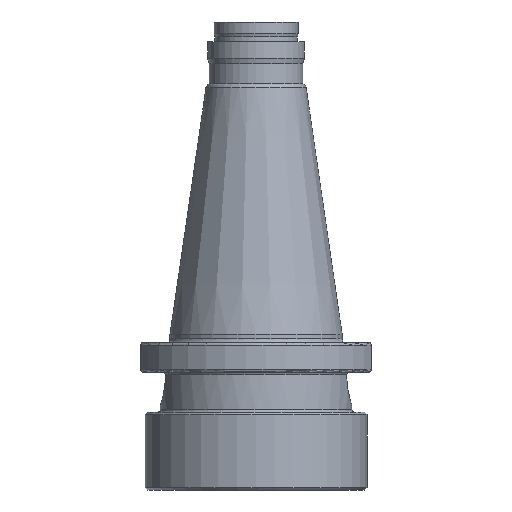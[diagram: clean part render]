
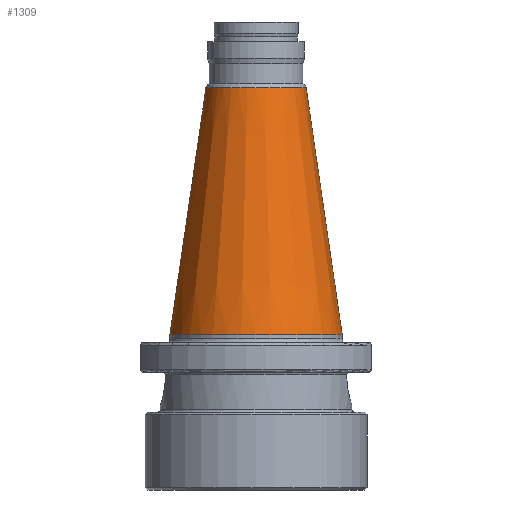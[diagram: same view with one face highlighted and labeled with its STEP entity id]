
A CAD part, front view. The second image highlights one B-rep face of the part: STEP entity #1309.
In plain terms, the highlighted conical face has half-angle 8.297 degrees and reference radius 34.925 mm.
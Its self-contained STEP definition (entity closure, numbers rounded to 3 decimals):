
#941=EDGE_CURVE('NONE',#2289,#1077,#2578,.T.);
#947=VERTEX_POINT('NONE',#2584);
#987=EDGE_CURVE('NONE',#2285,#947,#2632,.T.);
#1077=VERTEX_POINT('NONE',#2728);
#1309=ADVANCED_FACE('NONE',(#2987),#2988,.T.);
#2039=EDGE_CURVE('NONE',#1077,#947,#3797,.T.);
#2095=EDGE_CURVE('NONE',#2285,#2289,#3860,.T.);
#2285=VERTEX_POINT('NONE',#4076);
#2289=VERTEX_POINT('NONE',#4080);
#2578=LINE('',#4435,#4436);
#2584=CARTESIAN_POINT('',(34.925,0.,0.0));
#2632=LINE('',#4508,#4509);
#2728=CARTESIAN_POINT('',(-34.925,0.,0.0));
#2987=FACE_OUTER_BOUND('',#5093,.T.);
#2988=CONICAL_SURFACE('',#5094,34.925,0.145);
#3797=CIRCLE('',#6419,34.925);
#3860=CIRCLE('',#6554,20.333);
#4076=CARTESIAN_POINT('',(20.333,0.,100.06));
#4080=CARTESIAN_POINT('',(-20.333,0.,100.06));
#4435=CARTESIAN_POINT('',(-34.925,0.,0.0));
#4436=VECTOR('',#7413,1000.0);
#4508=CARTESIAN_POINT('',(34.925,0.,0.0));
#4509=VECTOR('',#7488,1000.0);
#5093=EDGE_LOOP('',(#7873,#7874,#7875,#7876));
#5094=AXIS2_PLACEMENT_3D('',#7877,#7878,#7879);
#6419=AXIS2_PLACEMENT_3D('',#8840,#8841,#8842);
#6554=AXIS2_PLACEMENT_3D('',#8923,#8924,#8925);
#7413=DIRECTION('',(-0.144,0.,-0.99));
#7488=DIRECTION('',(0.144,0.,-0.99));
#7873=ORIENTED_EDGE('',*,*,#2095,.T.);
#7874=ORIENTED_EDGE('',*,*,#941,.T.);
#7875=ORIENTED_EDGE('',*,*,#2039,.T.);
#7876=ORIENTED_EDGE('',*,*,#987,.F.);
#7877=CARTESIAN_POINT('',(0.0,0.0,0.0));
#7878=DIRECTION('',(-0.0,0.0,-1.0));
#7879=DIRECTION('',(1.0,0.,-0.0));
#8840=CARTESIAN_POINT('',(0.0,0.0,0.0));
#8841=DIRECTION('',(0.0,0.0,1.0));
#8842=DIRECTION('',(-1.0,0.,0.0));
#8923=CARTESIAN_POINT('',(0.0,0.0,100.06));
#8924=DIRECTION('',(0.0,0.0,-1.0));
#8925=DIRECTION('',(-1.0,0.,0.0));
